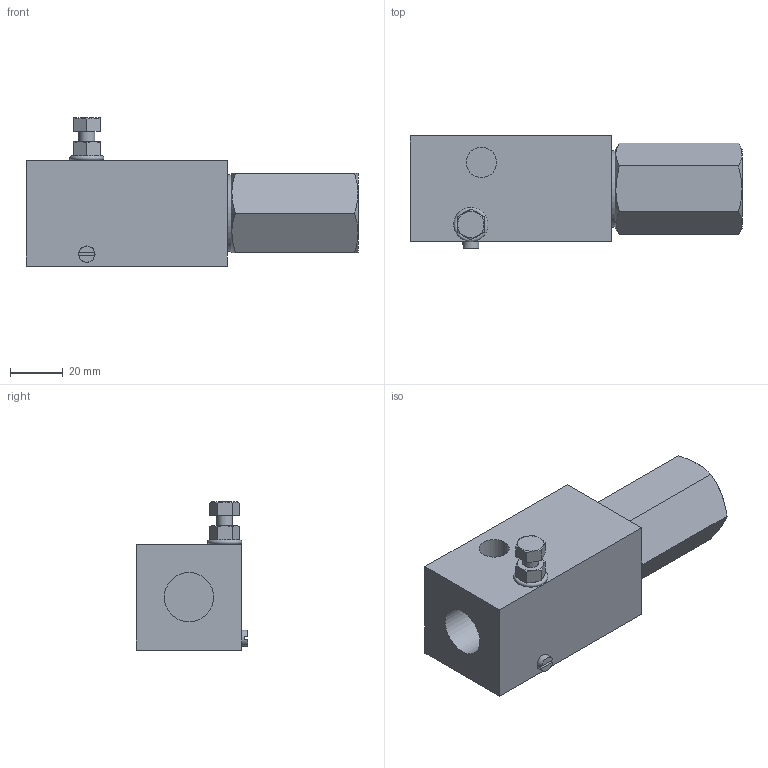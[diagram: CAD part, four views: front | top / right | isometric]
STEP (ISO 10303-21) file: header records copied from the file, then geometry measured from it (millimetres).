
FILE_DESCRIPTION( ( 'STEP AP214' ), '1' );
FILE_NAME( 'RØR MOTION CONTROL VALVE LHK 33G-11.stp', '2019-09-17T08:33:42', ( '' ), ( '' ), ' ', 'PARTsolutions', ' ' );
FILE_SCHEMA( ( 'AUTOMOTIVE_DESIGN { 1 0 10303 214 1 1 1 1 }' ) );
Length unit declared in the file: millimetre
Products named in the file (5): 61851631 HAWE LHK 33 G(F) -11; _HAWE LHK 33 G(F) -11; _HAWE LHK33-33SL; _HAWE Schr-6kt-SEAL-LOCK-BundMut-M6; _HAWE Schraube-6999049-DR
Assembly tree (4 placements, depth 2):
  61851631 HAWE LHK 33 G(F) -11
    _HAWE LHK 33 G(F) -11
    _HAWE LHK33-33SL
    _HAWE Schr-6kt-SEAL-LOCK-BundMut-M6
    _HAWE Schraube-6999049-DR
Bounding box: 125.5 x 42.3 x 56 mm (x, y, z)
Volume: 134227 mm3; surface area: 32381.2 mm2
Topology: 4 solids, 4 shells, 104 faces, 212 edges, 135 vertices
Faces by surface type: plane 59, cylinder 22, cone 22, torus 1
Full cylindrical faces by diameter (mm): 1.95 x1, 4 x2, 5.8 x1, 6 x4, 6.2 x2, 11.45 x1, 14.2 x1, 18.63 x2, 24 x1, 25.7 x1, 26 x1, 28 x2, 29 x2, 30 x1
Entity records: 3684 total; most frequent: CARTESIAN_POINT 732, DIRECTION 420, ORIENTED_EDGE 366, EDGE_CURVE 183, AXIS2_PLACEMENT_3D 182, EDGE_LOOP 150, VERTEX_POINT 134, FACE_OUTER_BOUND 127
